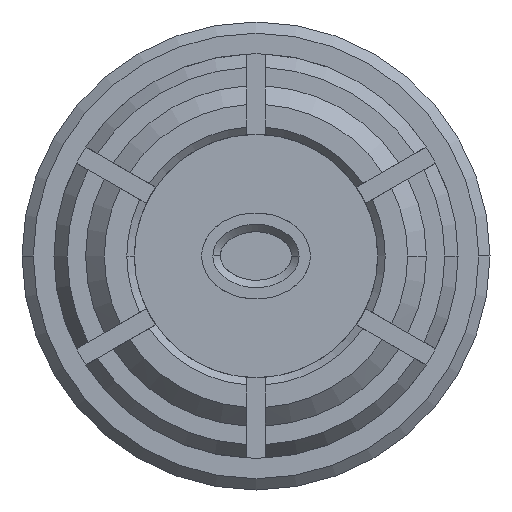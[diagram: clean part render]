
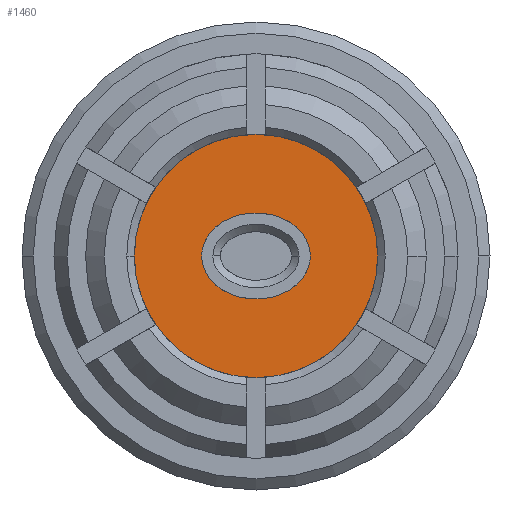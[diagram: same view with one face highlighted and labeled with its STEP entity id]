
A CAD part, left-side view. The second image highlights one B-rep face of the part: STEP entity #1460.
In plain terms, the highlighted planar face has unit normal (-1, 0, 0).
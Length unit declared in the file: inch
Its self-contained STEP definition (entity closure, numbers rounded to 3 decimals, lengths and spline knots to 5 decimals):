
#119 = EDGE_LOOP ( 'NONE', ( #738, #2129 ) ) ;
#126 = CARTESIAN_POINT ( 'NONE',  ( 0.09, -0.0145, 0. ) ) ;
#270 = CARTESIAN_POINT ( 'NONE',  ( 0.09, 0.0325, 0. ) ) ;
#280 = EDGE_LOOP ( 'NONE', ( #613, #3895 ) ) ;
#345 = DIRECTION ( 'NONE',  ( -1., 0., 0. ) ) ;
#351 = CIRCLE ( 'NONE', #3686, 0.0325 ) ;
#391 = VERTEX_POINT ( 'NONE', #4836 ) ;
#613 = ORIENTED_EDGE ( 'NONE', *, *, #2464, .T. ) ;
#627 = DIRECTION ( 'NONE',  ( -1., 0., 0. ) ) ;
#700 = FACE_BOUND ( 'NONE', #119, .T. ) ;
#738 = ORIENTED_EDGE ( 'NONE', *, *, #855, .T. ) ;
#855 = EDGE_CURVE ( 'NONE', #391, #1983, #1568, .T. ) ;
#881 = VERTEX_POINT ( 'NONE', #270 ) ;
#907 = AXIS2_PLACEMENT_3D ( 'NONE', #2251, #627, #1411 ) ;
#987 = CARTESIAN_POINT ( 'NONE',  ( 0.09, -0.0145, 0.023 ) ) ;
#1398 = CARTESIAN_POINT ( 'NONE',  ( 0.09, 0.0145, 0. ) ) ;
#1411 = DIRECTION ( 'NONE',  ( 0., 1., 0. ) ) ;
#1460 = ADVANCED_FACE ( 'NONE', ( #700, #2816 ), #2911, .T. ) ;
#1568 =( BOUNDED_CURVE ( )  B_SPLINE_CURVE ( 3, ( #126, #2166, #2581, #4496 ),
 .UNSPECIFIED., .F., .T. ) 
 B_SPLINE_CURVE_WITH_KNOTS ( ( 4, 4 ),
 ( 0., 0.00104 ),
 .UNSPECIFIED. ) 
 CURVE ( )  GEOMETRIC_REPRESENTATION_ITEM ( )  RATIONAL_B_SPLINE_CURVE ( ( 1., 0.333, 0.333, 1. ) ) 
 REPRESENTATION_ITEM ( '' )  );
#1584 = CARTESIAN_POINT ( 'NONE',  ( 0.09, 0.0145, 0. ) ) ;
#1611 = CARTESIAN_POINT ( 'NONE',  ( 0.09, -0.0325, 0. ) ) ;
#1635 = DIRECTION ( 'NONE',  ( -1., 0., 0. ) ) ;
#1983 = VERTEX_POINT ( 'NONE', #1584 ) ;
#2129 = ORIENTED_EDGE ( 'NONE', *, *, #4472, .T. ) ;
#2166 = CARTESIAN_POINT ( 'NONE',  ( 0.09, -0.0145, -0.023 ) ) ;
#2251 = CARTESIAN_POINT ( 'NONE',  ( 0.09, 0., 0. ) ) ;
#2464 = EDGE_CURVE ( 'NONE', #881, #3222, #3488, .T. ) ;
#2581 = CARTESIAN_POINT ( 'NONE',  ( 0.09, 0.0145, -0.023 ) ) ;
#2599 = AXIS2_PLACEMENT_3D ( 'NONE', #2890, #1635, #4610 ) ;
#2816 = FACE_OUTER_BOUND ( 'NONE', #280, .T. ) ;
#2818 =( BOUNDED_CURVE ( )  B_SPLINE_CURVE ( 3, ( #1398, #2913, #987, #3990 ),
 .UNSPECIFIED., .F., .F. ) 
 B_SPLINE_CURVE_WITH_KNOTS ( ( 4, 4 ),
 ( 0., 0.00104 ),
 .UNSPECIFIED. ) 
 CURVE ( )  GEOMETRIC_REPRESENTATION_ITEM ( )  RATIONAL_B_SPLINE_CURVE ( ( 1., 0.333, 0.333, 1. ) ) 
 REPRESENTATION_ITEM ( '' )  );
#2890 = CARTESIAN_POINT ( 'NONE',  ( 0.09, 0., 0. ) ) ;
#2911 = PLANE ( 'NONE',  #907 ) ;
#2913 = CARTESIAN_POINT ( 'NONE',  ( 0.09, 0.0145, 0.023 ) ) ;
#3069 = CARTESIAN_POINT ( 'NONE',  ( 0.09, 0., 0. ) ) ;
#3222 = VERTEX_POINT ( 'NONE', #1611 ) ;
#3488 = CIRCLE ( 'NONE', #2599, 0.0325 ) ;
#3574 = EDGE_CURVE ( 'NONE', #3222, #881, #351, .T. ) ;
#3686 = AXIS2_PLACEMENT_3D ( 'NONE', #3069, #345, #4102 ) ;
#3895 = ORIENTED_EDGE ( 'NONE', *, *, #3574, .T. ) ;
#3990 = CARTESIAN_POINT ( 'NONE',  ( 0.09, -0.0145, 0. ) ) ;
#4102 = DIRECTION ( 'NONE',  ( 0., 1., 0. ) ) ;
#4472 = EDGE_CURVE ( 'NONE', #1983, #391, #2818, .T. ) ;
#4496 = CARTESIAN_POINT ( 'NONE',  ( 0.09, 0.0145, 0. ) ) ;
#4610 = DIRECTION ( 'NONE',  ( 0., 1., 0. ) ) ;
#4836 = CARTESIAN_POINT ( 'NONE',  ( 0.09, -0.0145, 0. ) ) ;
